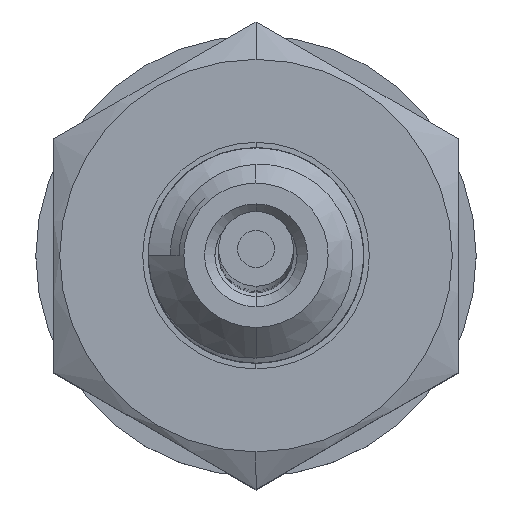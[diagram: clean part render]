
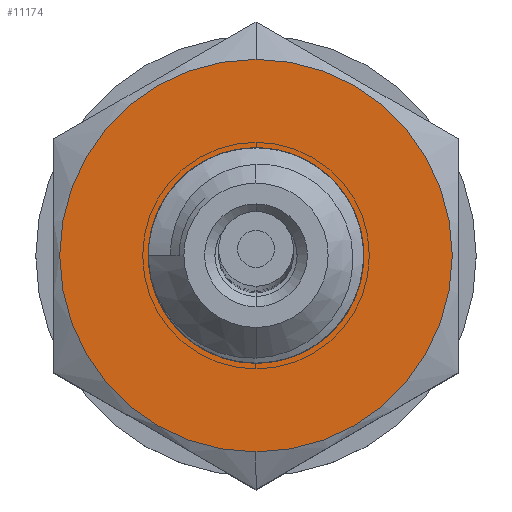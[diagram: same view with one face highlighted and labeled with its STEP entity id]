
A CAD part, top view. The second image highlights one B-rep face of the part: STEP entity #11174.
In plain terms, the highlighted face is planar.
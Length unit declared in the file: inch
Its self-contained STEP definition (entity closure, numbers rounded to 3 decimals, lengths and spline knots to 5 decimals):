
#10351=CARTESIAN_POINT('',(0.,0.09449,0.));
#10352=DIRECTION('',(0.,1.,0.));
#10353=DIRECTION('',(0.,0.,-1.));
#10354=AXIS2_PLACEMENT_3D('',#10351,#10352,#10353);
#10356=CARTESIAN_POINT('',(0.,0.09449,0.));
#10357=DIRECTION('',(0.,1.,0.));
#10358=DIRECTION('',(0.,0.,1.));
#10359=AXIS2_PLACEMENT_3D('',#10356,#10357,#10358);
#10365=CARTESIAN_POINT('',(0.,0.09449,0.));
#10366=DIRECTION('',(0.,-1.,0.));
#10367=DIRECTION('',(0.,0.,1.));
#10368=AXIS2_PLACEMENT_3D('',#10365,#10366,#10367);
#10388=CARTESIAN_POINT('',(0.,0.09449,0.));
#10389=DIRECTION('',(0.,-1.,0.));
#10390=DIRECTION('',(0.,0.,-1.));
#10391=AXIS2_PLACEMENT_3D('',#10388,#10389,#10390);
#10989=CARTESIAN_POINT('',(0.,0.09449,0.10501));
#10990=CARTESIAN_POINT('',(0.,0.09449,-0.10501));
#10991=VERTEX_POINT('',#10989);
#10992=VERTEX_POINT('',#10990);
#11013=CARTESIAN_POINT('',(0.,0.09449,0.05071));
#11014=CARTESIAN_POINT('',(0.,0.09449,-0.05071));
#11015=VERTEX_POINT('',#11013);
#11016=VERTEX_POINT('',#11014);
#11159=CARTESIAN_POINT('',(0.04921,0.09449,0.));
#11160=DIRECTION('',(0.,1.,0.));
#11161=DIRECTION('',(0.,0.,1.));
#11162=AXIS2_PLACEMENT_3D('',#11159,#11160,#11161);
#11163=PLANE('',#11162);
#11164=ORIENTED_EDGE('',*,*,#11146,.F.);
#11165=ORIENTED_EDGE('',*,*,#11136,.F.);
#11166=EDGE_LOOP('',(#11164,#11165));
#11167=FACE_OUTER_BOUND('',#11166,.F.);
#11169=ORIENTED_EDGE('',*,*,#11168,.F.);
#11171=ORIENTED_EDGE('',*,*,#11170,.F.);
#11172=EDGE_LOOP('',(#11169,#11171));
#11173=FACE_BOUND('',#11172,.F.);
#11174=ADVANCED_FACE('',(#11167,#11173),#11163,.T.);
#10355=CIRCLE('',#10354,0.10501);
#10360=CIRCLE('',#10359,0.10501);
#10369=CIRCLE('',#10368,0.05071);
#10392=CIRCLE('',#10391,0.05071);
#11136=EDGE_CURVE('',#10992,#10991,#10355,.T.);
#11146=EDGE_CURVE('',#10991,#10992,#10360,.T.);
#11168=EDGE_CURVE('',#11015,#11016,#10369,.T.);
#11170=EDGE_CURVE('',#11016,#11015,#10392,.T.);
